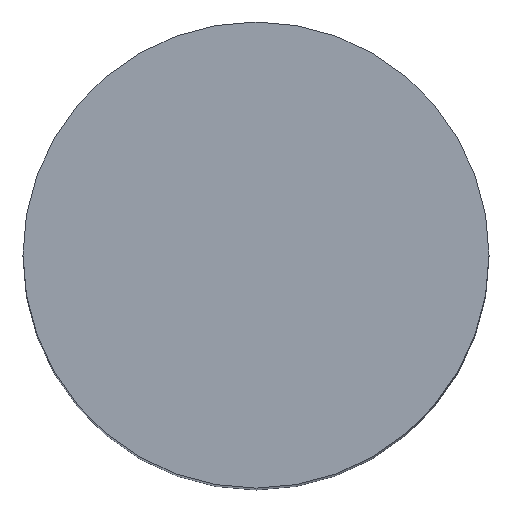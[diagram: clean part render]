
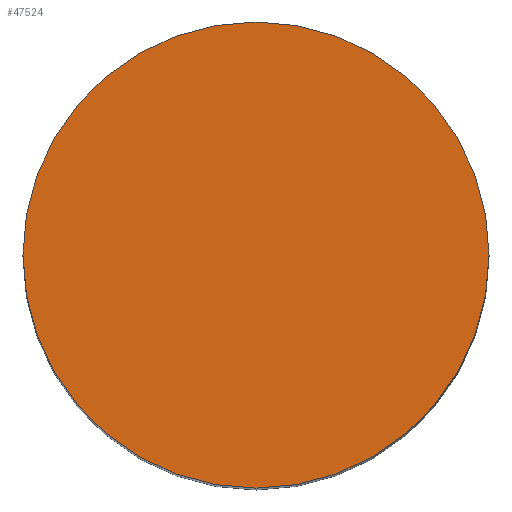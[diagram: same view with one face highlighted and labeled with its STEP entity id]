
A CAD part, top view. The second image highlights one B-rep face of the part: STEP entity #47524.
In plain terms, the highlighted planar face has unit normal (0, 0, 1).
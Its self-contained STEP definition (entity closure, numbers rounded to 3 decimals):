
#2078=PLANE('',#50594);
#3734=CIRCLE('',#50591,111.6);
#5962=FACE_OUTER_BOUND('',#9024,.T.);
#9024=EDGE_LOOP('',(#45047));
#25218=VERTEX_POINT('',#77382);
#31827=EDGE_CURVE('',#25218,#25218,#3734,.T.);
#45047=ORIENTED_EDGE('',*,*,#31827,.T.);
#47524=ADVANCED_FACE('',(#5962),#2078,.T.);
#50591=AXIS2_PLACEMENT_3D('',#77383,#62325,#62326);
#50594=AXIS2_PLACEMENT_3D('',#77388,#62332,#62333);
#62325=DIRECTION('center_axis',(0.,0.,
1.));
#62326=DIRECTION('ref_axis',(1.,0.,0.));
#62332=DIRECTION('center_axis',(0.,0.,
1.));
#62333=DIRECTION('ref_axis',(1.,0.,0.));
#77382=CARTESIAN_POINT('',(111.6,0.,336.25));
#77383=CARTESIAN_POINT('Origin',(0.,0.,
336.25));
#77388=CARTESIAN_POINT('Origin',(0.,0.,
336.25));
